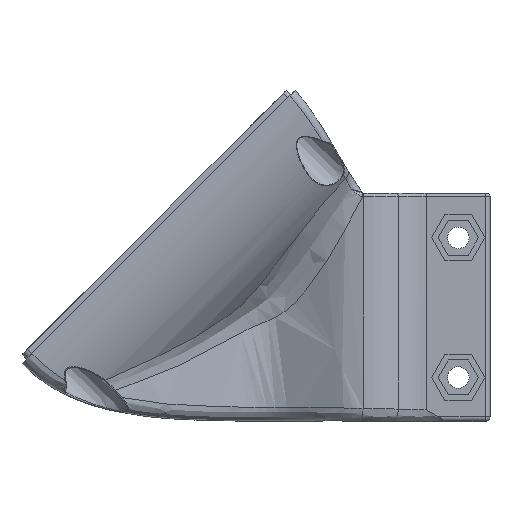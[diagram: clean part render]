
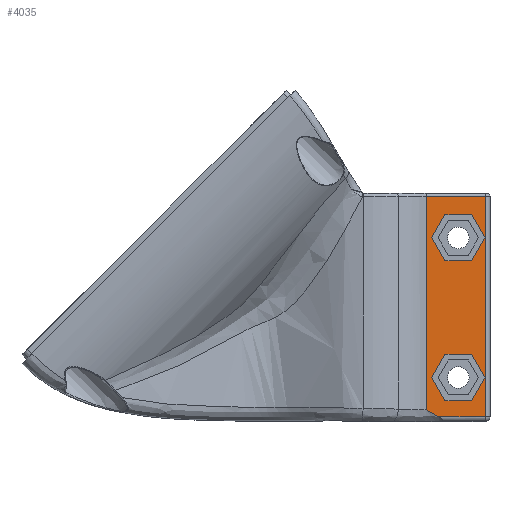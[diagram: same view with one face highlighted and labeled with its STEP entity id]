
A CAD part, left-side view. The second image highlights one B-rep face of the part: STEP entity #4035.
In plain terms, the highlighted planar face has unit normal (-1, 0, 0).
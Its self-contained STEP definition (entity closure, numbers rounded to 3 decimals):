
#91 = DIRECTION ( 'NONE',  ( 0., -0.5, -0.866 ) ) ;
#917 = CARTESIAN_POINT ( 'NONE',  ( -7., -17.107, 32.593 ) ) ;
#1074 = VERTEX_POINT ( 'NONE', #2775 ) ;
#1128 = VERTEX_POINT ( 'NONE', #11894 ) ;
#1178 = CARTESIAN_POINT ( 'NONE',  ( -7., -12.893, 25.293 ) ) ;
#1223 = VECTOR ( 'NONE', #91, 1000. ) ;
#2005 = VERTEX_POINT ( 'NONE', #1178 ) ;
#2047 = VERTEX_POINT ( 'NONE', #7714 ) ;
#2102 = VERTEX_POINT ( 'NONE', #5194 ) ;
#2219 = VECTOR ( 'NONE', #4152, 1000. ) ;
#2237 = LINE ( 'NONE', #7234, #15552 ) ;
#2596 = EDGE_CURVE ( 'NONE', #16314, #4122, #9651, .T. ) ;
#2666 = EDGE_LOOP ( 'NONE', ( #16103, #2742, #10704, #2737, #12098, #5877 ) ) ;
#2710 = ORIENTED_EDGE ( 'NONE', *, *, #14588, .F. ) ;
#2720 = VERTEX_POINT ( 'NONE', #10312 ) ;
#2737 = ORIENTED_EDGE ( 'NONE', *, *, #8243, .F. ) ;
#2742 = ORIENTED_EDGE ( 'NONE', *, *, #2596, .F. ) ;
#2775 = CARTESIAN_POINT ( 'NONE',  ( -7., -10.785, 28.943 ) ) ;
#2854 = CARTESIAN_POINT ( 'NONE',  ( -7., -17.107, 10.593 ) ) ;
#2930 = VECTOR ( 'NONE', #14029, 1000. ) ;
#3043 = VECTOR ( 'NONE', #3619, 1000. ) ;
#3092 = EDGE_CURVE ( 'NONE', #1128, #7884, #5947, .T. ) ;
#3182 = VECTOR ( 'NONE', #13522, 1000. ) ;
#3328 = CARTESIAN_POINT ( 'NONE',  ( -7., -10.785, 6.943 ) ) ;
#3364 = DIRECTION ( 'NONE',  ( 0., -0.5, 0.866 ) ) ;
#3493 = DIRECTION ( 'NONE',  ( 0., 0.5, -0.866 ) ) ;
#3619 = DIRECTION ( 'NONE',  ( 0., 1., 0. ) ) ;
#3631 = VERTEX_POINT ( 'NONE', #12385 ) ;
#3702 = LINE ( 'NONE', #9529, #16610 ) ;
#3733 = EDGE_CURVE ( 'NONE', #7884, #2720, #10956, .T. ) ;
#3909 = CARTESIAN_POINT ( 'NONE',  ( -7., -17.107, 25.293 ) ) ;
#3922 = DIRECTION ( 'NONE',  ( 0., -1., 0. ) ) ;
#4035 = ADVANCED_FACE ( 'NONE', ( #16639, #9799, #10194 ), #6885, .T. ) ;
#4122 = VERTEX_POINT ( 'NONE', #7718 ) ;
#4152 = DIRECTION ( 'NONE',  ( 0., 1., 0. ) ) ;
#4286 = CARTESIAN_POINT ( 'NONE',  ( -7., -17.107, 10.593 ) ) ;
#4398 = CARTESIAN_POINT ( 'NONE',  ( -7., -20., 0.75 ) ) ;
#4404 = DIRECTION ( 'NONE',  ( 0., 1., 0. ) ) ;
#4491 = DIRECTION ( 'NONE',  ( 0., 0.5, 0.866 ) ) ;
#4504 = CARTESIAN_POINT ( 'NONE',  ( -7., -17.107, 3.293 ) ) ;
#4523 = ORIENTED_EDGE ( 'NONE', *, *, #12830, .F. ) ;
#4818 = EDGE_LOOP ( 'NONE', ( #2710, #13898, #9474, #12085, #7533, #4523 ) ) ;
#4967 = EDGE_CURVE ( 'NONE', #2102, #8112, #10179, .T. ) ;
#5142 = VERTEX_POINT ( 'NONE', #4286 ) ;
#5194 = CARTESIAN_POINT ( 'NONE',  ( -7., -19.215, 28.943 ) ) ;
#5298 = DIRECTION ( 'NONE',  ( 0., 0., -1. ) ) ;
#5415 = EDGE_CURVE ( 'NONE', #2047, #16314, #6535, .T. ) ;
#5591 = CARTESIAN_POINT ( 'NONE',  ( -7., -12.893, 10.593 ) ) ;
#5618 = DIRECTION ( 'NONE',  ( -1., 0., 0. ) ) ;
#5679 = DIRECTION ( 'NONE',  ( 0., -0.5, -0.866 ) ) ;
#5740 = AXIS2_PLACEMENT_3D ( 'NONE', #12053, #5618, #14631 ) ;
#5877 = ORIENTED_EDGE ( 'NONE', *, *, #14715, .F. ) ;
#5897 = LINE ( 'NONE', #13408, #12355 ) ;
#5947 = LINE ( 'NONE', #6598, #15861 ) ;
#6212 = VECTOR ( 'NONE', #4404, 1000. ) ;
#6410 = VECTOR ( 'NONE', #6645, 1000. ) ;
#6535 = LINE ( 'NONE', #9008, #12563 ) ;
#6556 = EDGE_CURVE ( 'NONE', #2720, #8333, #8682, .T. ) ;
#6598 = CARTESIAN_POINT ( 'NONE',  ( -7., -9.95, 35.943 ) ) ;
#6645 = DIRECTION ( 'NONE',  ( 0., 0., 1. ) ) ;
#6885 = PLANE ( 'NONE',  #5740 ) ;
#7234 = CARTESIAN_POINT ( 'NONE',  ( -7., -17.107, 25.293 ) ) ;
#7383 = CARTESIAN_POINT ( 'NONE',  ( -7., -11.263, 1.085 ) ) ;
#7533 = ORIENTED_EDGE ( 'NONE', *, *, #10020, .F. ) ;
#7714 = CARTESIAN_POINT ( 'NONE',  ( -7., -12.893, 3.293 ) ) ;
#7718 = CARTESIAN_POINT ( 'NONE',  ( -7., -19.215, 6.943 ) ) ;
#7868 = VECTOR ( 'NONE', #3922, 1000. ) ;
#7884 = VERTEX_POINT ( 'NONE', #15804 ) ;
#7908 = CARTESIAN_POINT ( 'NONE',  ( -7., -19.25, 35.943 ) ) ;
#8112 = VERTEX_POINT ( 'NONE', #917 ) ;
#8243 = EDGE_CURVE ( 'NONE', #13573, #2047, #11074, .T. ) ;
#8333 = VERTEX_POINT ( 'NONE', #10708 ) ;
#8651 = LINE ( 'NONE', #12220, #15514 ) ;
#8674 = LINE ( 'NONE', #2854, #2219 ) ;
#8682 = LINE ( 'NONE', #4398, #14728 ) ;
#8709 = VECTOR ( 'NONE', #3493, 1000. ) ;
#8734 = EDGE_CURVE ( 'NONE', #2005, #13437, #14691, .T. ) ;
#9008 = CARTESIAN_POINT ( 'NONE',  ( -7., -12.893, 3.293 ) ) ;
#9041 = EDGE_CURVE ( 'NONE', #15399, #1128, #16102, .T. ) ;
#9393 = EDGE_CURVE ( 'NONE', #8333, #15399, #16284, .T. ) ;
#9474 = ORIENTED_EDGE ( 'NONE', *, *, #13629, .F. ) ;
#9529 = CARTESIAN_POINT ( 'NONE',  ( -7., -10.785, 28.943 ) ) ;
#9651 = LINE ( 'NONE', #4504, #3182 ) ;
#9799 = FACE_BOUND ( 'NONE', #4818, .T. ) ;
#9868 = ORIENTED_EDGE ( 'NONE', *, *, #9393, .T. ) ;
#9912 = CARTESIAN_POINT ( 'NONE',  ( -7., -9.95, 1.817 ) ) ;
#10020 = EDGE_CURVE ( 'NONE', #1074, #2005, #3702, .T. ) ;
#10124 = ORIENTED_EDGE ( 'NONE', *, *, #9041, .T. ) ;
#10179 = LINE ( 'NONE', #12718, #2930 ) ;
#10194 = FACE_BOUND ( 'NONE', #2666, .T. ) ;
#10312 = CARTESIAN_POINT ( 'NONE',  ( -7., -11.934, 0.75 ) ) ;
#10401 = ORIENTED_EDGE ( 'NONE', *, *, #6556, .T. ) ;
#10655 = CARTESIAN_POINT ( 'NONE',  ( -7., -19.25, 35.443 ) ) ;
#10704 = ORIENTED_EDGE ( 'NONE', *, *, #5415, .F. ) ;
#10708 = CARTESIAN_POINT ( 'NONE',  ( -7., -19.25, 0.75 ) ) ;
#10795 = VERTEX_POINT ( 'NONE', #5591 ) ;
#10956 = B_SPLINE_CURVE_WITH_KNOTS ( 'NONE', 3,
 ( #9912, #12491, #7383, #16380 ),
 .UNSPECIFIED., .F., .F.,
 ( 4, 4 ),
 ( 0., 0.002 ),
 .UNSPECIFIED. ) ;
#11036 = EDGE_CURVE ( 'NONE', #10795, #13573, #5897, .T. ) ;
#11074 = LINE ( 'NONE', #11606, #1223 ) ;
#11501 = ORIENTED_EDGE ( 'NONE', *, *, #3733, .T. ) ;
#11593 = DIRECTION ( 'NONE',  ( 0., -1., 0. ) ) ;
#11606 = CARTESIAN_POINT ( 'NONE',  ( -7., -10.785, 6.943 ) ) ;
#11894 = CARTESIAN_POINT ( 'NONE',  ( -7., -9.95, 35.443 ) ) ;
#12053 = CARTESIAN_POINT ( 'NONE',  ( -7., -9.95, 35.943 ) ) ;
#12085 = ORIENTED_EDGE ( 'NONE', *, *, #8734, .F. ) ;
#12098 = ORIENTED_EDGE ( 'NONE', *, *, #11036, .F. ) ;
#12135 = CARTESIAN_POINT ( 'NONE',  ( -7., -9.95, 35.443 ) ) ;
#12220 = CARTESIAN_POINT ( 'NONE',  ( -7., -19.215, 6.943 ) ) ;
#12355 = VECTOR ( 'NONE', #14688, 1000. ) ;
#12385 = CARTESIAN_POINT ( 'NONE',  ( -7., -12.893, 32.593 ) ) ;
#12491 = CARTESIAN_POINT ( 'NONE',  ( -7., -10.605, 1.452 ) ) ;
#12563 = VECTOR ( 'NONE', #11593, 1000. ) ;
#12718 = CARTESIAN_POINT ( 'NONE',  ( -7., -19.215, 28.943 ) ) ;
#12719 = EDGE_LOOP ( 'NONE', ( #11501, #10401, #9868, #10124, #15039 ) ) ;
#12830 = EDGE_CURVE ( 'NONE', #3631, #1074, #15569, .T. ) ;
#12911 = LINE ( 'NONE', #16527, #3043 ) ;
#12931 = CARTESIAN_POINT ( 'NONE',  ( -7., -12.893, 25.293 ) ) ;
#13408 = CARTESIAN_POINT ( 'NONE',  ( -7., -12.893, 10.593 ) ) ;
#13409 = DIRECTION ( 'NONE',  ( 0., -1., 0. ) ) ;
#13437 = VERTEX_POINT ( 'NONE', #3909 ) ;
#13522 = DIRECTION ( 'NONE',  ( 0., -0.5, 0.866 ) ) ;
#13573 = VERTEX_POINT ( 'NONE', #3328 ) ;
#13629 = EDGE_CURVE ( 'NONE', #13437, #2102, #2237, .T. ) ;
#13898 = ORIENTED_EDGE ( 'NONE', *, *, #4967, .F. ) ;
#14029 = DIRECTION ( 'NONE',  ( 0., 0.5, 0.866 ) ) ;
#14588 = EDGE_CURVE ( 'NONE', #8112, #3631, #12911, .T. ) ;
#14631 = DIRECTION ( 'NONE',  ( 0., 0., 1. ) ) ;
#14688 = DIRECTION ( 'NONE',  ( 0., 0.5, -0.866 ) ) ;
#14691 = LINE ( 'NONE', #12931, #7868 ) ;
#14715 = EDGE_CURVE ( 'NONE', #5142, #10795, #8674, .T. ) ;
#14728 = VECTOR ( 'NONE', #13409, 1000. ) ;
#15039 = ORIENTED_EDGE ( 'NONE', *, *, #3092, .T. ) ;
#15151 = CARTESIAN_POINT ( 'NONE',  ( -7., -17.107, 3.293 ) ) ;
#15399 = VERTEX_POINT ( 'NONE', #10655 ) ;
#15514 = VECTOR ( 'NONE', #4491, 1000. ) ;
#15552 = VECTOR ( 'NONE', #3364, 1000. ) ;
#15569 = LINE ( 'NONE', #16290, #8709 ) ;
#15668 = EDGE_CURVE ( 'NONE', #4122, #5142, #8651, .T. ) ;
#15804 = CARTESIAN_POINT ( 'NONE',  ( -7., -9.95, 1.817 ) ) ;
#15861 = VECTOR ( 'NONE', #5298, 1000. ) ;
#16102 = LINE ( 'NONE', #12135, #6212 ) ;
#16103 = ORIENTED_EDGE ( 'NONE', *, *, #15668, .F. ) ;
#16284 = LINE ( 'NONE', #7908, #6410 ) ;
#16290 = CARTESIAN_POINT ( 'NONE',  ( -7., -12.893, 32.593 ) ) ;
#16314 = VERTEX_POINT ( 'NONE', #15151 ) ;
#16380 = CARTESIAN_POINT ( 'NONE',  ( -7., -11.934, 0.75 ) ) ;
#16527 = CARTESIAN_POINT ( 'NONE',  ( -7., -17.107, 32.593 ) ) ;
#16610 = VECTOR ( 'NONE', #5679, 1000. ) ;
#16639 = FACE_OUTER_BOUND ( 'NONE', #12719, .T. ) ;
